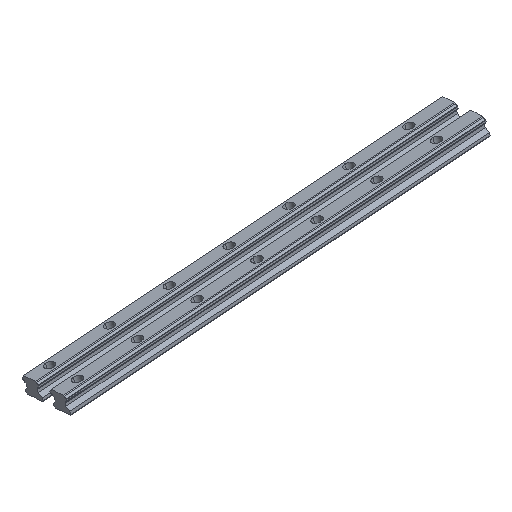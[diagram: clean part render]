
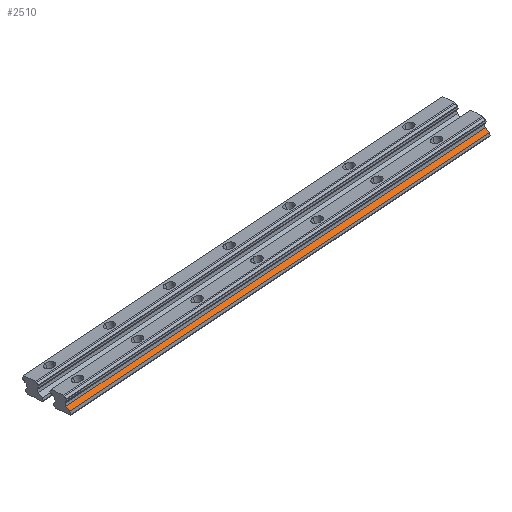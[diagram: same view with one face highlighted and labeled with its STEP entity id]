
A CAD part, left-side view. The second image highlights one B-rep face of the part: STEP entity #2510.
In plain terms, the highlighted planar face has unit normal (-0.89, -0.287, 0.354).
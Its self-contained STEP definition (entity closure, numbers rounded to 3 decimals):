
#99 = VERTEX_POINT ( 'NONE', #2255 ) ;
#212 = VECTOR ( 'NONE', #4852, 1000. ) ;
#295 = AXIS2_PLACEMENT_3D ( 'NONE', #5060, #2058, #2939 ) ;
#534 = CARTESIAN_POINT ( 'NONE',  ( 533.986, -220.877, 778.059 ) ) ;
#915 = DIRECTION ( 'NONE',  ( 0.44, -0.748, 0.498 ) ) ;
#948 = ORIENTED_EDGE ( 'NONE', *, *, #3921, .T. ) ;
#951 = CARTESIAN_POINT ( 'NONE',  ( 535.768, -212.116, 789.65 ) ) ;
#1048 = CARTESIAN_POINT ( 'NONE',  ( -19.827, 721.31, 151.022 ) ) ;
#1197 = PLANE ( 'NONE',  #295 ) ;
#1255 = CARTESIAN_POINT ( 'NONE',  ( 533.986, -220.877, 778.059 ) ) ;
#1311 = VECTOR ( 'NONE', #3801, 1000. ) ;
#1526 = EDGE_CURVE ( 'NONE', #4461, #99, #5346, .T. ) ;
#1567 = LINE ( 'NONE', #1255, #1311 ) ;
#1781 = VERTEX_POINT ( 'NONE', #2027 ) ;
#2027 = CARTESIAN_POINT ( 'NONE',  ( 533.986, -220.877, 778.059 ) ) ;
#2058 = DIRECTION ( 'NONE',  ( -0.89, -0.287, 0.354 ) ) ;
#2135 = ORIENTED_EDGE ( 'NONE', *, *, #4931, .F. ) ;
#2255 = CARTESIAN_POINT ( 'NONE',  ( -18.045, 730.071, 162.612 ) ) ;
#2372 = VERTEX_POINT ( 'NONE', #3680 ) ;
#2510 = ADVANCED_FACE ( 'NONE', ( #3927 ), #1197, .T. ) ;
#2636 = CARTESIAN_POINT ( 'NONE',  ( -19.827, 721.31, 151.022 ) ) ;
#2736 = ORIENTED_EDGE ( 'NONE', *, *, #1526, .F. ) ;
#2910 = EDGE_CURVE ( 'NONE', #4461, #1781, #1567, .T. ) ;
#2939 = DIRECTION ( 'NONE',  ( -0.122, -0.599, -0.792 ) ) ;
#3097 = LINE ( 'NONE', #951, #5162 ) ;
#3680 = CARTESIAN_POINT ( 'NONE',  ( 535.768, -212.116, 789.65 ) ) ;
#3789 = EDGE_LOOP ( 'NONE', ( #948, #2135, #2736, #5116 ) ) ;
#3801 = DIRECTION ( 'NONE',  ( 0.44, -0.748, 0.498 ) ) ;
#3921 = EDGE_CURVE ( 'NONE', #1781, #2372, #4502, .T. ) ;
#3927 = FACE_OUTER_BOUND ( 'NONE', #3789, .T. ) ;
#4228 = VECTOR ( 'NONE', #4816, 1000. ) ;
#4461 = VERTEX_POINT ( 'NONE', #2636 ) ;
#4502 = LINE ( 'NONE', #534, #4228 ) ;
#4816 = DIRECTION ( 'NONE',  ( 0.122, 0.599, 0.792 ) ) ;
#4852 = DIRECTION ( 'NONE',  ( 0.122, 0.599, 0.792 ) ) ;
#4931 = EDGE_CURVE ( 'NONE', #99, #2372, #3097, .T. ) ;
#5060 = CARTESIAN_POINT ( 'NONE',  ( 535.768, -212.116, 789.65 ) ) ;
#5116 = ORIENTED_EDGE ( 'NONE', *, *, #2910, .T. ) ;
#5162 = VECTOR ( 'NONE', #915, 1000. ) ;
#5346 = LINE ( 'NONE', #1048, #212 ) ;
